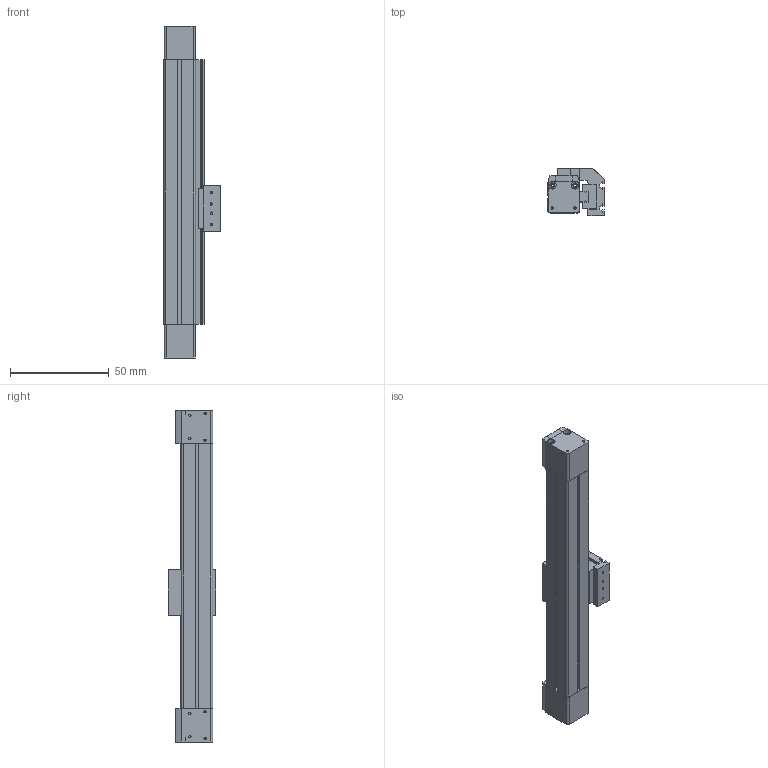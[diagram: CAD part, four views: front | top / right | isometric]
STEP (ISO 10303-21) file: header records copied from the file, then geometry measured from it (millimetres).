
FILE_DESCRIPTION(/* description */ (''),/* implementation_level */ '2;1');
FILE_NAME(/* name */ 'Elevador Superior.stp',/* time_stamp */ '2025-01-31T12:20:35-05:00',/* author */ ('sara_'),/* organization */ (''),/* preprocessor_version */ 'ST-DEVELOPER v19.2',/* originating_system */ 'Autodesk Inventor 2024',/* authorisation */ '');
FILE_SCHEMA (('AUTOMOTIVE_DESIGN { 1 0 10303 214 3 1 1 }'));
Length unit declared in the file: millimetre
Products named in the file (1): Elevador Superior
Bounding box: 28.47 x 23.85 x 168 mm (x, y, z)
Volume: 40291.5 mm3; surface area: 31245 mm2
Topology: 11 solids, 11 shells, 448 faces, 1179 edges, 728 vertices
Faces by surface type: plane 217, cylinder 131, cone 68, bspline 32
Entity records: 15874 total; most frequent: CARTESIAN_POINT 4682, ORIENTED_EDGE 2238, DIRECTION 2135, EDGE_CURVE 1119, LINE 765, VECTOR 765, VERTEX_POINT 728, AXIS2_PLACEMENT_3D 685
